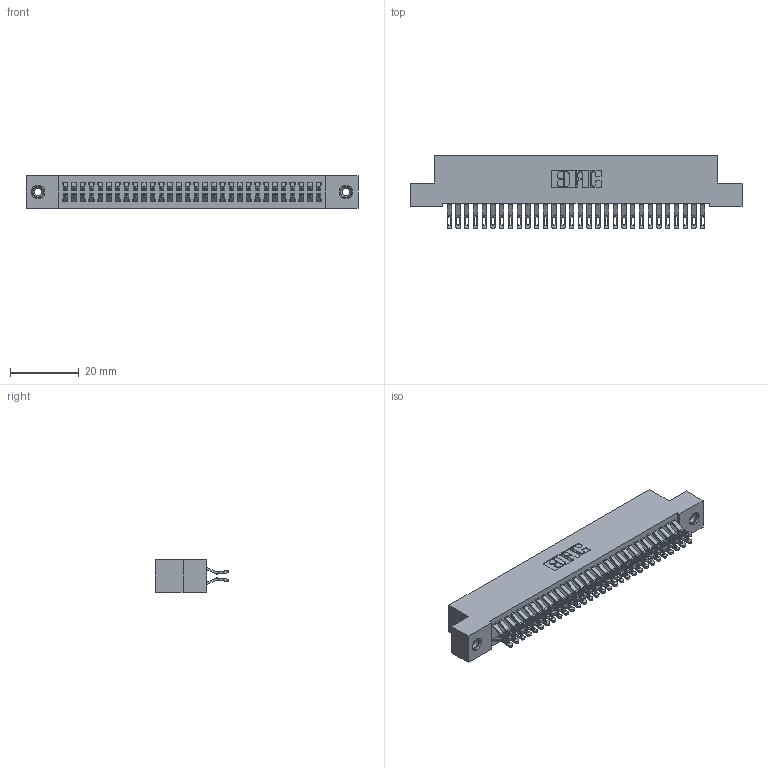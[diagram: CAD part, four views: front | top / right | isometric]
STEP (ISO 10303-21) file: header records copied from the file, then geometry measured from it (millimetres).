
FILE_DESCRIPTION (( 'STEP AP203' ), '1' );
FILE_NAME ('342-060-555-208.STEP', '2019-10-03T13:31:43', ( '' ), ( '' ), 'SwSTEP 2.0', 'SolidWorks 2016', '' );
FILE_SCHEMA (( 'CONFIG_CONTROL_DESIGN' ));
Length unit declared in the file: inch
Products named in the file (4): 345-292-001_555 Tail; 345-250-001_345-250-003-102; 342-060-555-208; 342 Part_TI
Assembly tree (63 placements, depth 2):
  342-060-555-208
    342 Part_TI
    345-292-001_555 Tail  x60
    345-250-001_345-250-003-102  x2
Bounding box: 96.52 x 21.47 x 9.4 mm (x, y, z)
Volume: 8776.6 mm3; surface area: 14581.2 mm2
Topology: 63 solids, 63 shells, 3650 faces, 11415 edges, 7602 vertices
Faces by surface type: plane 2138, cylinder 1496, cone 12, torus 4
Entity records: 22232 total; most frequent: CARTESIAN_POINT 3715, ORIENTED_EDGE 3614, DIRECTION 3197, EDGE_CURVE 1807, VECTOR 1639, LINE 1639, VERTEX_POINT 1200, AXIS2_PLACEMENT_3D 779
